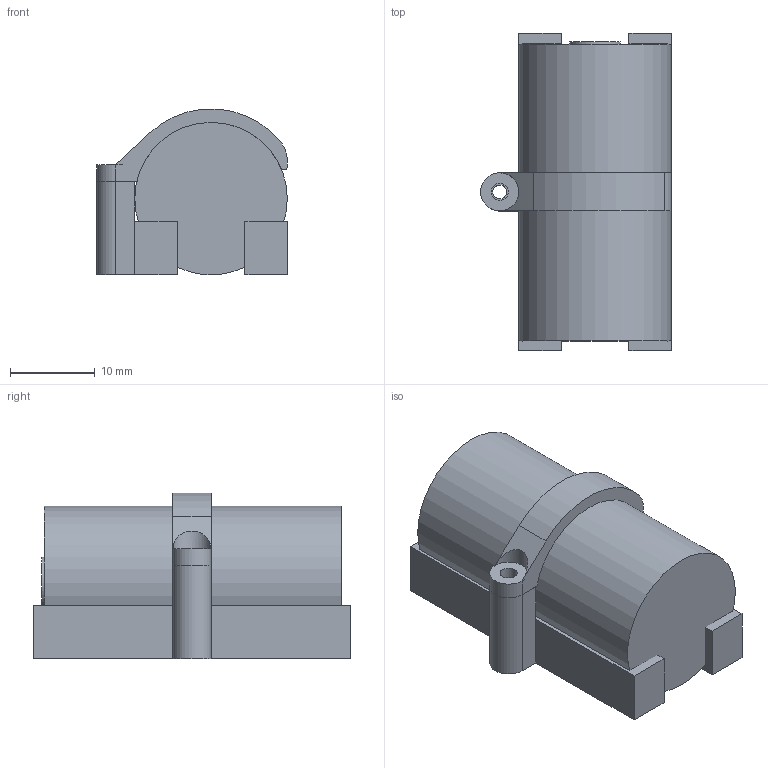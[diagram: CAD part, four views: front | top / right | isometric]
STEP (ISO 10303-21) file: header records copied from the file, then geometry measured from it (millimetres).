
FILE_DESCRIPTION(/* description */ (''),/* implementation_level */ '2;1');
FILE_NAME(/* name */ '18350 holder v3.step',/* time_stamp */ '2019-11-26T14:41:12+01:00',/* author */ (''),/* organization */ (''),/* preprocessor_version */ 'ST-DEVELOPER v18',/* originating_system */ 'Autodesk Translation Framework v8.9.1.1155',/* authorisation */ '');
FILE_SCHEMA (('AUTOMOTIVE_DESIGN { 1 0 10303 214 3 1 1 }'));
Length unit declared in the file: millimetre
Products named in the file (5): 18350 holder; battery; holderA; clamp; holderB
Assembly tree (4 placements, depth 2):
  18350 holder
    battery
    holderA
    clamp
    holderB
Bounding box: 22.5 x 37.4 x 19.58 mm (x, y, z)
Volume: 10479.3 mm3; surface area: 4805 mm2
Topology: 4 solids, 4 shells, 55 faces, 146 edges, 100 vertices
Faces by surface type: plane 38, cylinder 17
Full cylindrical faces by diameter (mm): 1.623 x1, 2 x5, 6 x1, 18 x1
Entity records: 2043 total; most frequent: CARTESIAN_POINT 454, DIRECTION 310, ORIENTED_EDGE 292, EDGE_CURVE 146, AXIS2_PLACEMENT_3D 108, VERTEX_POINT 100, LINE 94, VECTOR 94
